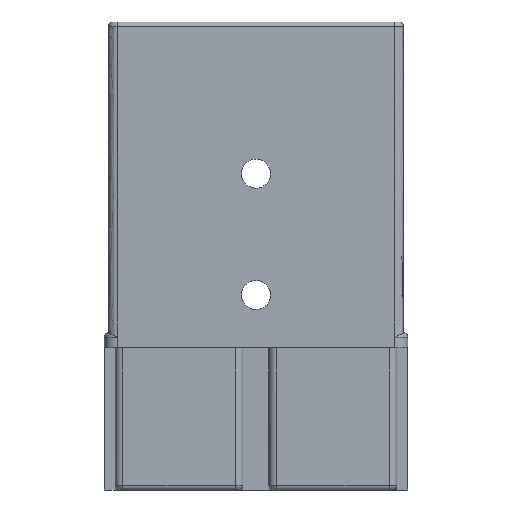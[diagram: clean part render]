
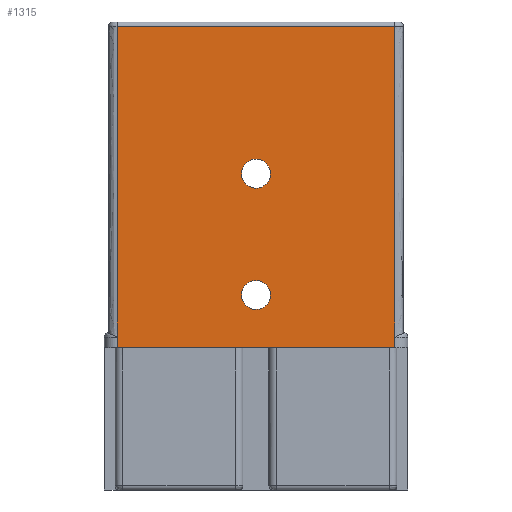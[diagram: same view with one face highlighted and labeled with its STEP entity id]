
A CAD part, front view. The second image highlights one B-rep face of the part: STEP entity #1315.
In plain terms, the highlighted free-form (B-spline) face has degree [1, 1] with [2, 2] control points.
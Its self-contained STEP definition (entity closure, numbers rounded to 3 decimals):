
#182 = VERTEX_POINT('',#183);
#183 = CARTESIAN_POINT('',(0.,0.,34.556));
#188 = EDGE_CURVE('',#182,#189,#191,.T.);
#189 = VERTEX_POINT('',#190);
#190 = CARTESIAN_POINT('',(0.,0.,40.115));
#191 = ( BOUNDED_CURVE() B_SPLINE_CURVE(2,(#192,#193,#194,#195,#196),
.UNSPECIFIED.,.F.,.F.) B_SPLINE_CURVE_WITH_KNOTS((3,2,3),(3.142,
4.712,6.283),.PIECEWISE_BEZIER_KNOTS.) CURVE() 
GEOMETRIC_REPRESENTATION_ITEM() RATIONAL_B_SPLINE_CURVE((1.,
0.707,1.,0.707,1.)) REPRESENTATION_ITEM('') );
#192 = CARTESIAN_POINT('',(0.,0.,34.556));
#193 = CARTESIAN_POINT('',(-2.779,0.,34.556));
#194 = CARTESIAN_POINT('',(-2.779,0.,37.336));
#195 = CARTESIAN_POINT('',(-2.779,0.,40.115));
#196 = CARTESIAN_POINT('',(0.,0.,40.115));
#230 = VERTEX_POINT('',#231);
#231 = CARTESIAN_POINT('',(0.,0.,57.787));
#236 = EDGE_CURVE('',#230,#237,#239,.T.);
#237 = VERTEX_POINT('',#238);
#238 = CARTESIAN_POINT('',(0.,0.,63.346));
#239 = ( BOUNDED_CURVE() B_SPLINE_CURVE(2,(#240,#241,#242,#243,#244),
.UNSPECIFIED.,.F.,.F.) B_SPLINE_CURVE_WITH_KNOTS((3,2,3),(3.142,
4.712,6.283),.PIECEWISE_BEZIER_KNOTS.) CURVE() 
GEOMETRIC_REPRESENTATION_ITEM() RATIONAL_B_SPLINE_CURVE((1.,
0.707,1.,0.707,1.)) REPRESENTATION_ITEM('') );
#240 = CARTESIAN_POINT('',(0.,0.,57.787));
#241 = CARTESIAN_POINT('',(-2.779,0.,57.787));
#242 = CARTESIAN_POINT('',(-2.779,0.,60.567));
#243 = CARTESIAN_POINT('',(-2.779,0.,63.346));
#244 = CARTESIAN_POINT('',(0.,0.,63.346));
#660 = EDGE_CURVE('',#237,#230,#661,.T.);
#661 = ( BOUNDED_CURVE() B_SPLINE_CURVE(2,(#662,#663,#664,#665,#666),
.UNSPECIFIED.,.F.,.F.) B_SPLINE_CURVE_WITH_KNOTS((3,2,3),(0.,
1.571,3.142),.PIECEWISE_BEZIER_KNOTS.) CURVE() 
GEOMETRIC_REPRESENTATION_ITEM() RATIONAL_B_SPLINE_CURVE((1.,
0.707,1.,0.707,1.)) REPRESENTATION_ITEM('') );
#662 = CARTESIAN_POINT('',(0.,0.,63.346));
#663 = CARTESIAN_POINT('',(2.779,0.,63.346));
#664 = CARTESIAN_POINT('',(2.779,0.,60.567));
#665 = CARTESIAN_POINT('',(2.779,0.,57.787));
#666 = CARTESIAN_POINT('',(0.,0.,57.787));
#692 = EDGE_CURVE('',#189,#182,#693,.T.);
#693 = ( BOUNDED_CURVE() B_SPLINE_CURVE(2,(#694,#695,#696,#697,#698),
.UNSPECIFIED.,.F.,.F.) B_SPLINE_CURVE_WITH_KNOTS((3,2,3),(0.,
1.571,3.142),.PIECEWISE_BEZIER_KNOTS.) CURVE() 
GEOMETRIC_REPRESENTATION_ITEM() RATIONAL_B_SPLINE_CURVE((1.,
0.707,1.,0.707,1.)) REPRESENTATION_ITEM('') );
#694 = CARTESIAN_POINT('',(0.,0.,40.115));
#695 = CARTESIAN_POINT('',(2.779,0.,40.115));
#696 = CARTESIAN_POINT('',(2.779,0.,37.336));
#697 = CARTESIAN_POINT('',(2.779,0.,34.556));
#698 = CARTESIAN_POINT('',(0.,0.,34.556));
#734 = VERTEX_POINT('',#735);
#735 = CARTESIAN_POINT('',(26.55,0.,27.213));
#741 = EDGE_CURVE('',#734,#742,#744,.T.);
#742 = VERTEX_POINT('',#743);
#743 = CARTESIAN_POINT('',(-26.55,0.,27.213));
#744 = B_SPLINE_CURVE_WITH_KNOTS('',1,(#745,#746),.UNSPECIFIED.,.F.,.F.,
  (2,2),(-64.,-0.),.PIECEWISE_BEZIER_KNOTS.);
#745 = CARTESIAN_POINT('',(26.55,0.,27.213));
#746 = CARTESIAN_POINT('',(-26.55,0.,27.213));
#1315 = ADVANCED_FACE('',(#1316,#1320,#1324),#1360,.F.);
#1316 = FACE_BOUND('',#1317,.T.);
#1317 = EDGE_LOOP('',(#1318,#1319));
#1318 = ORIENTED_EDGE('',*,*,#188,.T.);
#1319 = ORIENTED_EDGE('',*,*,#692,.T.);
#1320 = FACE_BOUND('',#1321,.T.);
#1321 = EDGE_LOOP('',(#1322,#1323));
#1322 = ORIENTED_EDGE('',*,*,#236,.T.);
#1323 = ORIENTED_EDGE('',*,*,#660,.T.);
#1324 = FACE_BOUND('',#1325,.T.);
#1325 = EDGE_LOOP('',(#1326,#1335,#1342,#1349,#1354,#1355));
#1326 = ORIENTED_EDGE('',*,*,#1327,.T.);
#1327 = EDGE_CURVE('',#1328,#1330,#1332,.T.);
#1328 = VERTEX_POINT('',#1329);
#1329 = CARTESIAN_POINT('',(26.55,0.,29.288));
#1330 = VERTEX_POINT('',#1331);
#1331 = CARTESIAN_POINT('',(26.55,0.,88.776));
#1332 = B_SPLINE_CURVE_WITH_KNOTS('',1,(#1333,#1334),.UNSPECIFIED.,.F.,
  .F.,(2,2),(-1.,70.7),.PIECEWISE_BEZIER_KNOTS.);
#1333 = CARTESIAN_POINT('',(26.55,0.,29.288));
#1334 = CARTESIAN_POINT('',(26.55,0.,88.776));
#1335 = ORIENTED_EDGE('',*,*,#1336,.T.);
#1336 = EDGE_CURVE('',#1330,#1337,#1339,.T.);
#1337 = VERTEX_POINT('',#1338);
#1338 = CARTESIAN_POINT('',(-26.55,0.,88.776));
#1339 = B_SPLINE_CURVE_WITH_KNOTS('',1,(#1340,#1341),.UNSPECIFIED.,.F.,
  .F.,(2,2),(-67.,-3.),.PIECEWISE_BEZIER_KNOTS.);
#1340 = CARTESIAN_POINT('',(26.55,0.,88.776));
#1341 = CARTESIAN_POINT('',(-26.55,0.,88.776));
#1342 = ORIENTED_EDGE('',*,*,#1343,.T.);
#1343 = EDGE_CURVE('',#1337,#1344,#1346,.T.);
#1344 = VERTEX_POINT('',#1345);
#1345 = CARTESIAN_POINT('',(-26.55,0.,29.288));
#1346 = B_SPLINE_CURVE_WITH_KNOTS('',1,(#1347,#1348),.UNSPECIFIED.,.F.,
  .F.,(2,2),(1.,72.7),.PIECEWISE_BEZIER_KNOTS.);
#1347 = CARTESIAN_POINT('',(-26.55,0.,88.776));
#1348 = CARTESIAN_POINT('',(-26.55,0.,29.288));
#1349 = ORIENTED_EDGE('',*,*,#1350,.T.);
#1350 = EDGE_CURVE('',#1344,#742,#1351,.T.);
#1351 = B_SPLINE_CURVE_WITH_KNOTS('',1,(#1352,#1353),.UNSPECIFIED.,.F.,
  .F.,(2,2),(72.7,75.2),.PIECEWISE_BEZIER_KNOTS.);
#1352 = CARTESIAN_POINT('',(-26.55,0.,29.288));
#1353 = CARTESIAN_POINT('',(-26.55,0.,27.213));
#1354 = ORIENTED_EDGE('',*,*,#741,.F.);
#1355 = ORIENTED_EDGE('',*,*,#1356,.T.);
#1356 = EDGE_CURVE('',#734,#1328,#1357,.T.);
#1357 = B_SPLINE_CURVE_WITH_KNOTS('',1,(#1358,#1359),.UNSPECIFIED.,.F.,
  .F.,(2,2),(-75.2,-72.7),.PIECEWISE_BEZIER_KNOTS.);
#1358 = CARTESIAN_POINT('',(26.55,0.,27.213));
#1359 = CARTESIAN_POINT('',(26.55,0.,29.288));
#1360 = B_SPLINE_SURFACE_WITH_KNOTS('',1,1,(
    (#1361,#1362)
    ,(#1363,#1364
    )),.UNSPECIFIED.,.F.,.F.,.F.,(2,2),(2,2),(-75.2,-1.),(3.,67.),
  .PIECEWISE_BEZIER_KNOTS.);
#1361 = CARTESIAN_POINT('',(-26.55,0.,27.213));
#1362 = CARTESIAN_POINT('',(26.55,0.,27.213));
#1363 = CARTESIAN_POINT('',(-26.55,0.,88.776));
#1364 = CARTESIAN_POINT('',(26.55,0.,88.776));
